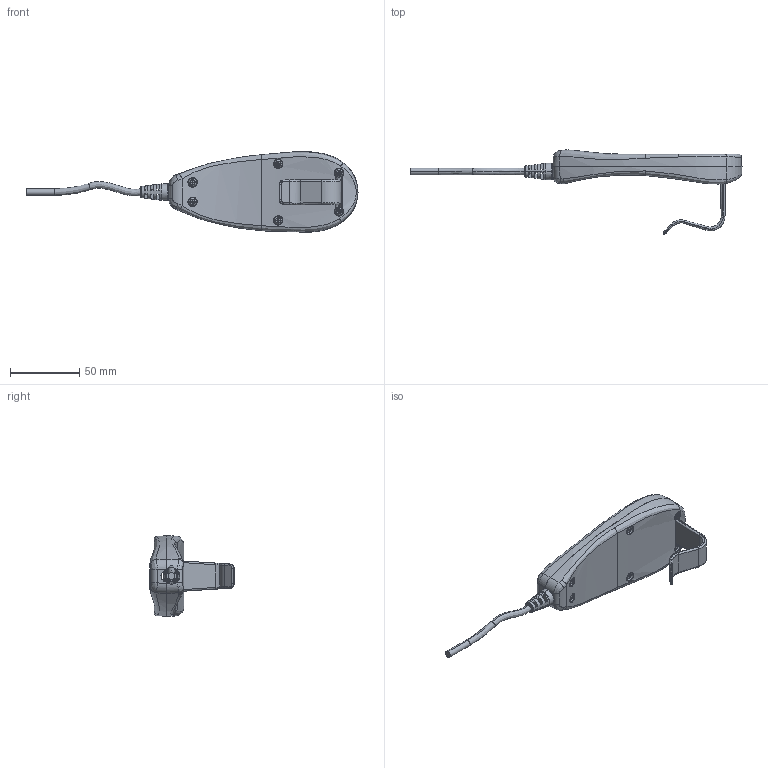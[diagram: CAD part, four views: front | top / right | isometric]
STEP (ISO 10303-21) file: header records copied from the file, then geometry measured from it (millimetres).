
FILE_DESCRIPTION (( 'STEP AP203' ), '1' );
FILE_NAME ('hm-shoukongqi_asm_12_asm.STEP', '2021-09-29T05:43:17', ( '' ), ( '' ), 'SwSTEP 2.0', 'SolidWorks 2015', '' );
FILE_SCHEMA (( 'CONFIG_CONTROL_DESIGN' ));
Length unit declared in the file: millimetre
Products named in the file (1): hm-shoukongqi_asm_12_asm
Bounding box: 240.32 x 60.91 x 58.25 mm (x, y, z)
Surface area: 36565.4 mm2 (no closed solid volume)
Topology: 0 solids, 17 shells, 407 faces, 1464 edges, 1045 vertices
Faces by surface type: plane 185, cylinder 114, bspline 92, cone 16
Entity records: 33349 total; most frequent: CARTESIAN_POINT 22204, ORIENTED_EDGE 2298, DIRECTION 1892, EDGE_CURVE 1453, VERTEX_POINT 1045, LINE 732, VECTOR 732, AXIS2_PLACEMENT_3D 580
